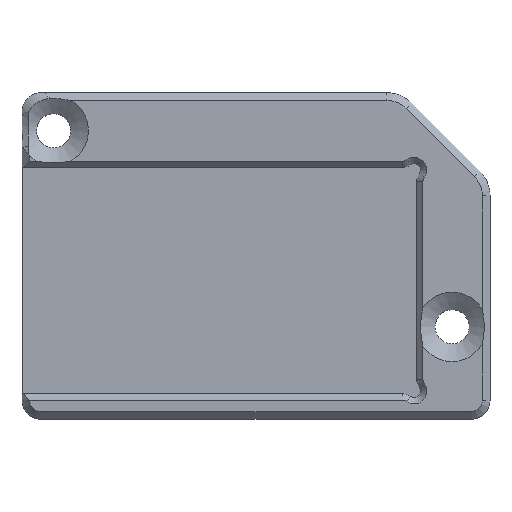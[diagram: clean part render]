
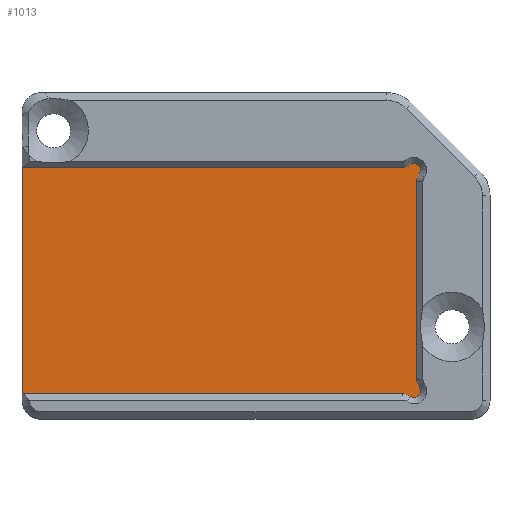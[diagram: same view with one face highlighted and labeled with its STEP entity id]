
A CAD part, top view. The second image highlights one B-rep face of the part: STEP entity #1013.
In plain terms, the highlighted planar face has unit normal (0, 0, 1).
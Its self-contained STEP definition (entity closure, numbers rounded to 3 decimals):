
#54=CIRCLE('',#1057,1.);
#61=CIRCLE('',#1072,1.);
#62=CIRCLE('',#1074,0.5);
#63=CIRCLE('',#1076,1.);
#64=CIRCLE('',#1079,1.);
#65=CIRCLE('',#1081,0.5);
#70=LINE('',#1869,#136);
#101=LINE('',#2094,#167);
#115=LINE('',#2231,#181);
#133=LINE('',#2595,#199);
#136=VECTOR('',#1103,10.);
#167=VECTOR('',#1194,10.);
#181=VECTOR('',#1246,10.);
#199=VECTOR('',#1300,10.);
#223=PLANE('',#1096);
#281=FACE_OUTER_BOUND('',#341,.T.);
#341=EDGE_LOOP('',(#929,#930,#931,#932,#933,#934,#935,#936,#937,#938));
#407=VERTEX_POINT('',#1866);
#408=VERTEX_POINT('',#1868);
#450=VERTEX_POINT('',#2087);
#451=VERTEX_POINT('',#2089);
#472=VERTEX_POINT('',#2215);
#473=VERTEX_POINT('',#2217);
#474=VERTEX_POINT('',#2221);
#475=VERTEX_POINT('',#2225);
#476=VERTEX_POINT('',#2229);
#477=VERTEX_POINT('',#2233);
#505=EDGE_CURVE('',#408,#407,#70,.T.);
#562=EDGE_CURVE('',#450,#451,#54,.F.);
#565=EDGE_CURVE('',#450,#408,#101,.T.);
#595=EDGE_CURVE('',#472,#473,#61,.F.);
#598=EDGE_CURVE('',#472,#474,#62,.T.);
#600=EDGE_CURVE('',#475,#474,#63,.F.);
#602=EDGE_CURVE('',#475,#476,#115,.T.);
#604=EDGE_CURVE('',#477,#476,#64,.F.);
#605=EDGE_CURVE('',#477,#451,#65,.T.);
#636=EDGE_CURVE('',#407,#473,#133,.T.);
#929=ORIENTED_EDGE('',*,*,#565,.T.);
#930=ORIENTED_EDGE('',*,*,#505,.T.);
#931=ORIENTED_EDGE('',*,*,#636,.T.);
#932=ORIENTED_EDGE('',*,*,#595,.F.);
#933=ORIENTED_EDGE('',*,*,#598,.T.);
#934=ORIENTED_EDGE('',*,*,#600,.F.);
#935=ORIENTED_EDGE('',*,*,#602,.T.);
#936=ORIENTED_EDGE('',*,*,#604,.F.);
#937=ORIENTED_EDGE('',*,*,#605,.T.);
#938=ORIENTED_EDGE('',*,*,#562,.F.);
#1013=ADVANCED_FACE('',(#281),#223,.T.);
#1057=AXIS2_PLACEMENT_3D('',#2090,#1188,#1189);
#1072=AXIS2_PLACEMENT_3D('',#2218,#1230,#1231);
#1074=AXIS2_PLACEMENT_3D('',#2223,#1236,#1237);
#1076=AXIS2_PLACEMENT_3D('',#2227,#1241,#1242);
#1079=AXIS2_PLACEMENT_3D('',#2235,#1250,#1251);
#1081=AXIS2_PLACEMENT_3D('',#2237,#1254,#1255);
#1096=AXIS2_PLACEMENT_3D('',#2596,#1301,#1302);
#1103=DIRECTION('',(0.,-1.,0.));
#1188=DIRECTION('center_axis',(0.,0.,-1.));
#1189=DIRECTION('ref_axis',(0.316,-0.949,0.));
#1194=DIRECTION('',(-1.,0.,0.));
#1230=DIRECTION('center_axis',(0.,0.,-1.));
#1231=DIRECTION('ref_axis',(0.316,0.949,0.));
#1236=DIRECTION('center_axis',(0.,0.,1.));
#1237=DIRECTION('ref_axis',(-0.917,-0.4,0.));
#1241=DIRECTION('center_axis',(0.,0.,-1.));
#1242=DIRECTION('ref_axis',(-0.949,-0.316,0.));
#1246=DIRECTION('',(0.,1.,0.));
#1250=DIRECTION('center_axis',(0.,0.,-1.));
#1251=DIRECTION('ref_axis',(-0.949,0.316,0.));
#1254=DIRECTION('center_axis',(0.,0.,1.));
#1255=DIRECTION('ref_axis',(0.4,-0.917,0.));
#1300=DIRECTION('',(1.,0.,0.));
#1301=DIRECTION('center_axis',(0.,0.,1.));
#1302=DIRECTION('ref_axis',(1.,0.,0.));
#1866=CARTESIAN_POINT('',(-17.55,-8.9,2.3));
#1868=CARTESIAN_POINT('',(-17.55,9.,2.3));
#1869=CARTESIAN_POINT('',(-17.55,-10.9,2.3));
#2087=CARTESIAN_POINT('',(12.55,9.,2.3));
#2089=CARTESIAN_POINT('',(13.15,9.2,2.3));
#2090=CARTESIAN_POINT('Origin',(12.55,10.,2.3));
#2094=CARTESIAN_POINT('',(-8.3,9.,2.3));
#2215=CARTESIAN_POINT('',(13.15,-9.1,2.3));
#2217=CARTESIAN_POINT('',(12.55,-8.9,2.3));
#2218=CARTESIAN_POINT('Origin',(12.55,-9.9,2.3));
#2221=CARTESIAN_POINT('',(13.85,-8.4,2.3));
#2223=CARTESIAN_POINT('Origin',(13.45,-8.7,2.3));
#2225=CARTESIAN_POINT('',(13.65,-7.8,2.3));
#2227=CARTESIAN_POINT('Origin',(14.65,-7.8,2.3));
#2229=CARTESIAN_POINT('',(13.65,7.9,2.3));
#2231=CARTESIAN_POINT('',(13.65,5.171,2.3));
#2233=CARTESIAN_POINT('',(13.85,8.5,2.3));
#2235=CARTESIAN_POINT('Origin',(14.65,7.9,2.3));
#2237=CARTESIAN_POINT('Origin',(13.45,8.8,2.3));
#2595=CARTESIAN_POINT('',(6.971,-8.9,2.3));
#2596=CARTESIAN_POINT('Origin',(0.95,2.,2.3));
